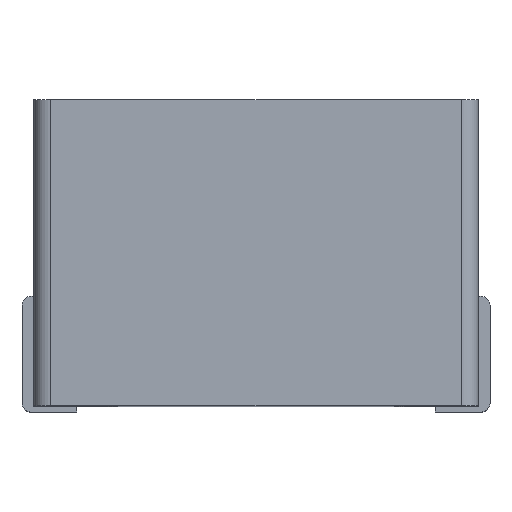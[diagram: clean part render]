
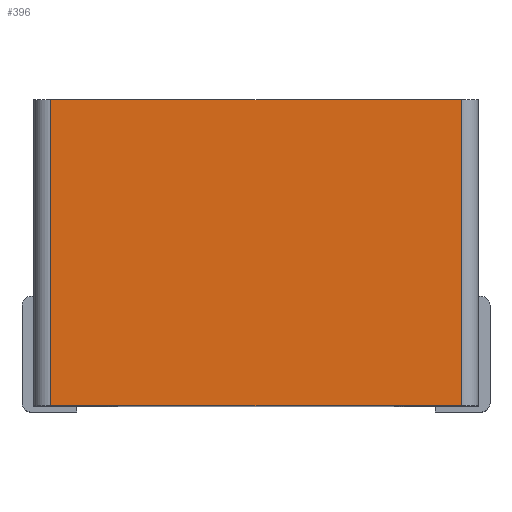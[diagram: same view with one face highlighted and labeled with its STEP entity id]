
A CAD part, top view. The second image highlights one B-rep face of the part: STEP entity #396.
In plain terms, the highlighted planar face has unit normal (0, 0, 1).
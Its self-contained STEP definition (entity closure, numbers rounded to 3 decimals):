
#51 = CARTESIAN_POINT ( 'NONE',  ( 3.85, -10.904, 4. ) ) ;
#54 = FACE_OUTER_BOUND ( 'NONE', #1075, .T. ) ;
#97 = LINE ( 'NONE', #2243, #1124 ) ;
#189 = CARTESIAN_POINT ( 'NONE',  ( -3.55, 0.1, 4. ) ) ;
#222 = DIRECTION ( 'NONE',  ( 0., 1., 0. ) ) ;
#298 = VECTOR ( 'NONE', #992, 1000. ) ;
#301 = VERTEX_POINT ( 'NONE', #189 ) ;
#396 = ADVANCED_FACE ( 'NONE', ( #54 ), #583, .T. ) ;
#408 = CARTESIAN_POINT ( 'NONE',  ( 3.55, -10.904, 4. ) ) ;
#411 = LINE ( 'NONE', #1658, #298 ) ;
#499 = ORIENTED_EDGE ( 'NONE', *, *, #1921, .F. ) ;
#583 = PLANE ( 'NONE',  #1604 ) ;
#606 = DIRECTION ( 'NONE',  ( 0., 0., 1. ) ) ;
#655 = VERTEX_POINT ( 'NONE', #1429 ) ;
#806 = CARTESIAN_POINT ( 'NONE',  ( 3.55, 0.1, 4. ) ) ;
#815 = CARTESIAN_POINT ( 'NONE',  ( 3.55, 5.4, 4. ) ) ;
#992 = DIRECTION ( 'NONE',  ( 1., 0., 0. ) ) ;
#1004 = LINE ( 'NONE', #1352, #1894 ) ;
#1075 = EDGE_LOOP ( 'NONE', ( #1963, #1179, #499, #1446 ) ) ;
#1124 = VECTOR ( 'NONE', #1159, 1000. ) ;
#1159 = DIRECTION ( 'NONE',  ( -1., 0., 0. ) ) ;
#1179 = ORIENTED_EDGE ( 'NONE', *, *, #1664, .T. ) ;
#1234 = VERTEX_POINT ( 'NONE', #815 ) ;
#1303 = EDGE_CURVE ( 'NONE', #655, #301, #1004, .T. ) ;
#1352 = CARTESIAN_POINT ( 'NONE',  ( -3.55, -10.904, 4. ) ) ;
#1372 = VECTOR ( 'NONE', #222, 1000. ) ;
#1429 = CARTESIAN_POINT ( 'NONE',  ( -3.55, 5.4, 4. ) ) ;
#1446 = ORIENTED_EDGE ( 'NONE', *, *, #1303, .T. ) ;
#1481 = DIRECTION ( 'NONE',  ( 1., 0., 0. ) ) ;
#1604 = AXIS2_PLACEMENT_3D ( 'NONE', #51, #606, #1481 ) ;
#1649 = LINE ( 'NONE', #408, #1372 ) ;
#1658 = CARTESIAN_POINT ( 'NONE',  ( 3.85, 5.4, 4. ) ) ;
#1664 = EDGE_CURVE ( 'NONE', #1906, #1234, #1649, .T. ) ;
#1721 = DIRECTION ( 'NONE',  ( 0., -1., 0. ) ) ;
#1775 = EDGE_CURVE ( 'NONE', #1906, #301, #97, .T. ) ;
#1894 = VECTOR ( 'NONE', #1721, 1000. ) ;
#1906 = VERTEX_POINT ( 'NONE', #806 ) ;
#1921 = EDGE_CURVE ( 'NONE', #655, #1234, #411, .T. ) ;
#1963 = ORIENTED_EDGE ( 'NONE', *, *, #1775, .F. ) ;
#2243 = CARTESIAN_POINT ( 'NONE',  ( 0., 0.1, 4. ) ) ;
